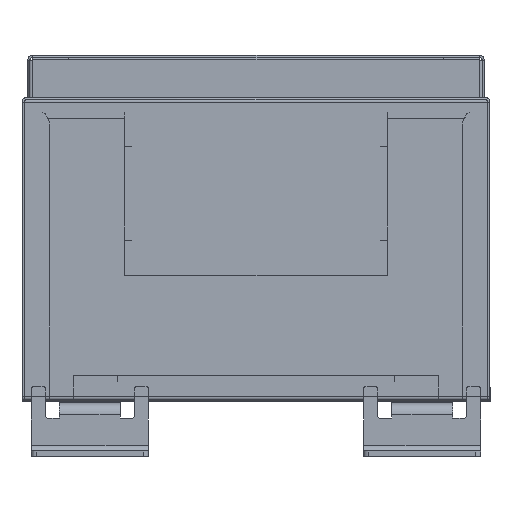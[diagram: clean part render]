
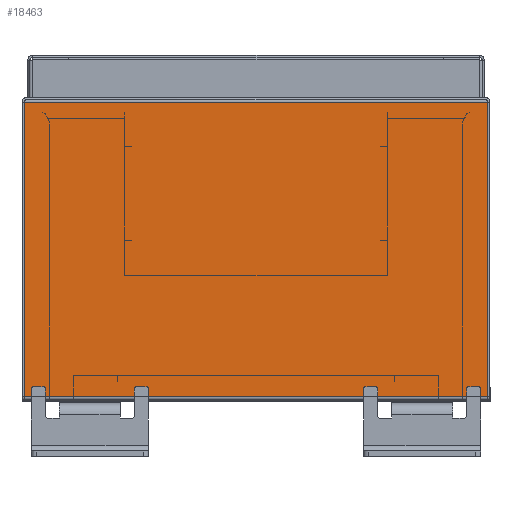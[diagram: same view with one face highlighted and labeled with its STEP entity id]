
A CAD part, left-side view. The second image highlights one B-rep face of the part: STEP entity #18463.
In plain terms, the highlighted planar face has unit normal (-1, 0, 0).
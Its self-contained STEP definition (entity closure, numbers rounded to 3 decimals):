
#1932 = VECTOR ( 'NONE', #19152, 1000. ) ;
#3429 = CARTESIAN_POINT ( 'NONE',  ( -300., 0., 0. ) ) ;
#4415 = EDGE_CURVE ( 'NONE', #13454, #9655, #24401, .T. ) ;
#4417 = VECTOR ( 'NONE', #4861, 1000. ) ;
#4861 = DIRECTION ( 'NONE',  ( 0., 0., 1. ) ) ;
#5801 = ORIENTED_EDGE ( 'NONE', *, *, #4415, .T. ) ;
#6513 = CARTESIAN_POINT ( 'NONE',  ( -300., 100., 127. ) ) ;
#9544 = CARTESIAN_POINT ( 'NONE',  ( -300., -100., 127. ) ) ;
#9655 = VERTEX_POINT ( 'NONE', #14819 ) ;
#9895 = DIRECTION ( 'NONE',  ( 0., 0., -1. ) ) ;
#10717 = LINE ( 'NONE', #14435, #4417 ) ;
#11014 = CARTESIAN_POINT ( 'NONE',  ( -300., -100., 127. ) ) ;
#11542 = DIRECTION ( 'NONE',  ( 1., 0., 0. ) ) ;
#11674 = PLANE ( 'NONE',  #23999 ) ;
#12133 = VECTOR ( 'NONE', #17635, 1000. ) ;
#12447 = EDGE_CURVE ( 'NONE', #13623, #13454, #21618, .T. ) ;
#12641 = EDGE_CURVE ( 'NONE', #16463, #9655, #17450, .T. ) ;
#13043 = CARTESIAN_POINT ( 'NONE',  ( -300., 100., 1. ) ) ;
#13454 = VERTEX_POINT ( 'NONE', #6513 ) ;
#13623 = VERTEX_POINT ( 'NONE', #11014 ) ;
#14292 = ORIENTED_EDGE ( 'NONE', *, *, #12447, .T. ) ;
#14435 = CARTESIAN_POINT ( 'NONE',  ( -300., -100., 0. ) ) ;
#14819 = CARTESIAN_POINT ( 'NONE',  ( -300., 100., 1. ) ) ;
#16463 = VERTEX_POINT ( 'NONE', #20501 ) ;
#17450 = LINE ( 'NONE', #13043, #1932 ) ;
#17454 = ORIENTED_EDGE ( 'NONE', *, *, #12641, .F. ) ;
#17635 = DIRECTION ( 'NONE',  ( 0., 1., 0. ) ) ;
#18149 = EDGE_LOOP ( 'NONE', ( #14292, #5801, #17454, #18165 ) ) ;
#18165 = ORIENTED_EDGE ( 'NONE', *, *, #26213, .T. ) ;
#18463 = ADVANCED_FACE ( 'NONE', ( #19250 ), #11674, .F. ) ;
#19152 = DIRECTION ( 'NONE',  ( 0., 1., 0. ) ) ;
#19250 = FACE_OUTER_BOUND ( 'NONE', #18149, .T. ) ;
#20107 = CARTESIAN_POINT ( 'NONE',  ( -300., 100., 0. ) ) ;
#20501 = CARTESIAN_POINT ( 'NONE',  ( -300., -100., 1. ) ) ;
#21618 = LINE ( 'NONE', #9544, #12133 ) ;
#23999 = AXIS2_PLACEMENT_3D ( 'NONE', #3429, #11542, #25397 ) ;
#24401 = LINE ( 'NONE', #20107, #25140 ) ;
#25140 = VECTOR ( 'NONE', #9895, 1000. ) ;
#25397 = DIRECTION ( 'NONE',  ( 0., 0., -1. ) ) ;
#26213 = EDGE_CURVE ( 'NONE', #16463, #13623, #10717, .T. ) ;
